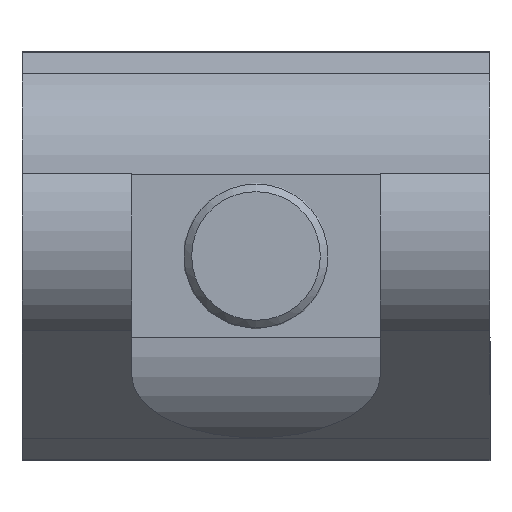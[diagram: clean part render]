
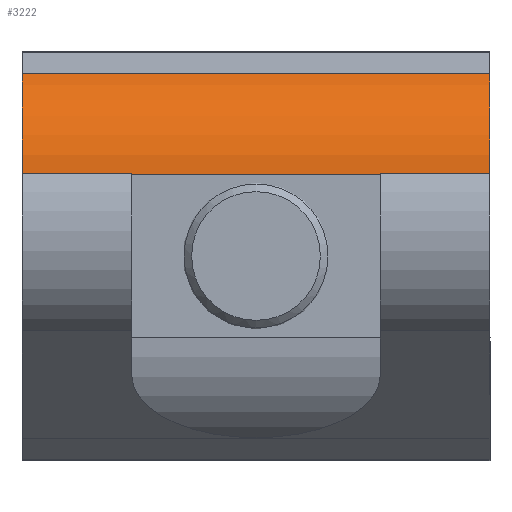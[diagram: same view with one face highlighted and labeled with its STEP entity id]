
A CAD part, front view. The second image highlights one B-rep face of the part: STEP entity #3222.
In plain terms, the highlighted cylindrical face has radius 4 mm (diameter 8 mm), a partial arc.
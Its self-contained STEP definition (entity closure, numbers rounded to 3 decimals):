
#520=FACE_OUTER_BOUND('',#690,.T.);
#690=EDGE_LOOP('',(#2946,#2947,#2948,#2949));
#903=LINE('',#25750,#1118);
#904=LINE('',#25751,#1119);
#1118=VECTOR('',#4181,10.);
#1119=VECTOR('',#4182,10.);
#1191=CIRCLE('',#3511,4.);
#1200=CIRCLE('',#3521,4.);
#1485=VERTEX_POINT('',#25607);
#1486=VERTEX_POINT('',#25609);
#1511=VERTEX_POINT('',#25661);
#1512=VERTEX_POINT('',#25663);
#1941=EDGE_CURVE('',#1485,#1486,#1191,.T.);
#1968=EDGE_CURVE('',#1511,#1512,#1200,.T.);
#2012=EDGE_CURVE('',#1512,#1485,#903,.T.);
#2013=EDGE_CURVE('',#1511,#1486,#904,.T.);
#2946=ORIENTED_EDGE('',*,*,#2012,.F.);
#2947=ORIENTED_EDGE('',*,*,#1968,.F.);
#2948=ORIENTED_EDGE('',*,*,#2013,.T.);
#2949=ORIENTED_EDGE('',*,*,#1941,.F.);
#3036=CYLINDRICAL_SURFACE('',#3548,4.);
#3222=ADVANCED_FACE('',(#520),#3036,.T.);
#3511=AXIS2_PLACEMENT_3D('',#25610,#4046,#4047);
#3521=AXIS2_PLACEMENT_3D('',#25664,#4084,#4085);
#3548=AXIS2_PLACEMENT_3D('',#25749,#4179,#4180);
#4046=DIRECTION('center_axis',(0.,-1.,0.));
#4047=DIRECTION('ref_axis',(-0.5,0.,-0.866));
#4084=DIRECTION('center_axis',(0.,1.,0.));
#4085=DIRECTION('ref_axis',(-0.5,0.,-0.866));
#4179=DIRECTION('center_axis',(0.,1.,0.));
#4180=DIRECTION('ref_axis',(-0.5,0.,-0.866));
#4181=DIRECTION('',(0.,-1.,0.));
#4182=DIRECTION('',(0.,-1.,0.));
#25607=CARTESIAN_POINT('',(3.7,-8.,2.774));
#25609=CARTESIAN_POINT('',(1.7,-8.,6.238));
#25610=CARTESIAN_POINT('Origin',(-0.3,-8.,2.774));
#25661=CARTESIAN_POINT('',(1.7,8.,6.238));
#25663=CARTESIAN_POINT('',(3.7,8.,2.774));
#25664=CARTESIAN_POINT('Origin',(-0.3,8.,2.774));
#25749=CARTESIAN_POINT('Origin',(-0.3,0.,2.774));
#25750=CARTESIAN_POINT('',(3.7,0.,2.774));
#25751=CARTESIAN_POINT('',(1.7,0.,6.238));
